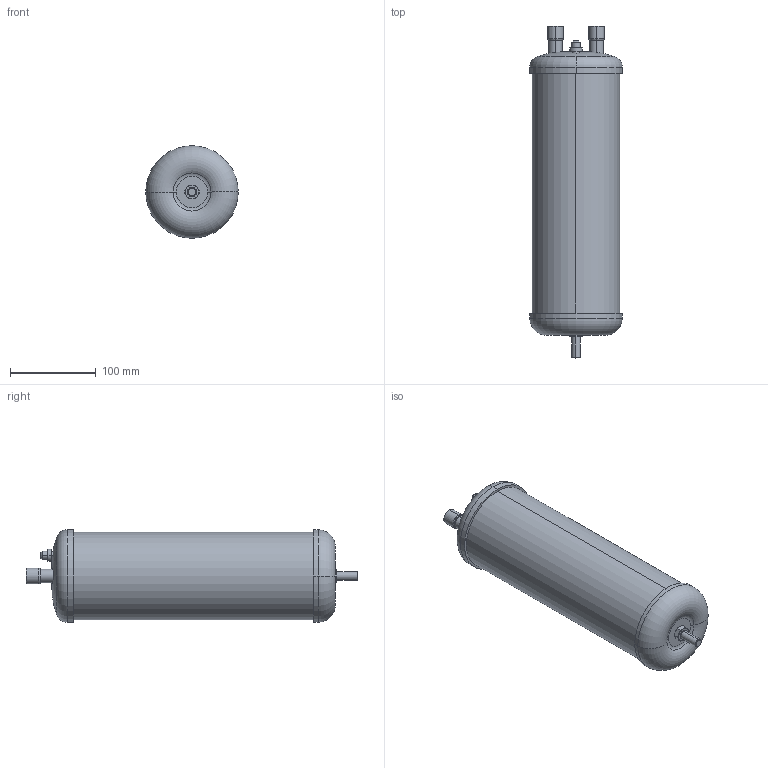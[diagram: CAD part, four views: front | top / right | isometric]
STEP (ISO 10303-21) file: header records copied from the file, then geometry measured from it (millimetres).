
FILE_DESCRIPTION((''),'2;1');
FILE_NAME('191U007710_ASM','2024-06-12T09:05:59',('U434391'),('DANFOSS COMMERCIAL COMPRESSOR'),'CREO PARAMETRIC BY PTC INC, 2022124','CREO PARAMETRIC BY PTC INC, 2022124','');
FILE_SCHEMA(('CONFIG_CONTROL_DESIGN'));
Length unit declared in the file: millimetre
Products named in the file (7): HEX_SCREW_GRADEAB_DINISO_4017_-; 191U007710F; 191U007710C; 191U007710B; 191U007710A; 191U007710E; 191U007710_ASM
Assembly tree (7 placements, depth 2):
  191U007710_ASM
    HEX_SCREW_GRADEAB_DINISO_4017_-
    191U007710F  x2
    191U007710C
    191U007710B
    191U007710A
    191U007710E
Bounding box: 107.6 x 386.4 x 107.6 mm (x, y, z)
Volume: 384525.8 mm3; surface area: 313010.4 mm2
Topology: 7 solids, 9 shells, 157 faces, 330 edges, 196 vertices
Faces by surface type: cylinder 52, plane 45, torus 30, cone 16, bspline 12, sphere 2
Entity records: 16294 total; most frequent: CARTESIAN_POINT 13262, DIRECTION 662, ORIENTED_EDGE 552, AXIS2_PLACEMENT_3D 285, EDGE_CURVE 276, VERTEX_POINT 166, EDGE_LOOP 152, CIRCLE 142
